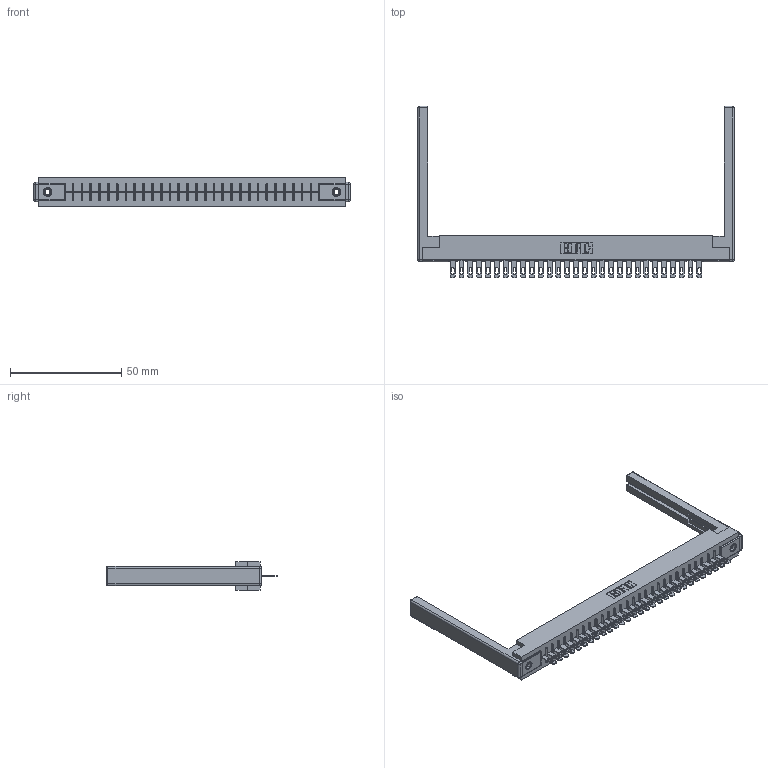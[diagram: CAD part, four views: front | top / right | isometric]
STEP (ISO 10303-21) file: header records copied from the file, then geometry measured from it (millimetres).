
FILE_DESCRIPTION (( 'STEP AP203' ), '1' );
FILE_NAME ('356-029-400-168.STEP', '2020-09-23T18:54:47', ( '' ), ( '' ), 'SwSTEP 2.0', 'SolidWorks 2020', '' );
FILE_SCHEMA (( 'CONFIG_CONTROL_DESIGN' ));
Length unit declared in the file: inch
Products named in the file (5): 356-029-400-168; 306-290-001_100; 345-250-001_345-250-001-102; 307-220-068; 306 Part_.156 Dia
Assembly tree (34 placements, depth 2):
  356-029-400-168
    306 Part_.156 Dia
    306-290-001_100  x29
    345-250-001_345-250-001-102  x2
    307-220-068  x2
Bounding box: 142.34 x 77.17 x 12.7 mm (x, y, z)
Volume: 20074.7 mm3; surface area: 20561.8 mm2
Topology: 34 solids, 34 shells, 2474 faces, 6941 edges, 4450 vertices
Faces by surface type: plane 1606, cylinder 728, sphere 124, cone 12, torus 4
Entity records: 31651 total; most frequent: CARTESIAN_POINT 5279, ORIENTED_EDGE 5224, DIRECTION 5220, EDGE_CURVE 2612, VECTOR 2030, LINE 2030, VERTEX_POINT 1654, AXIS2_PLACEMENT_3D 1595
